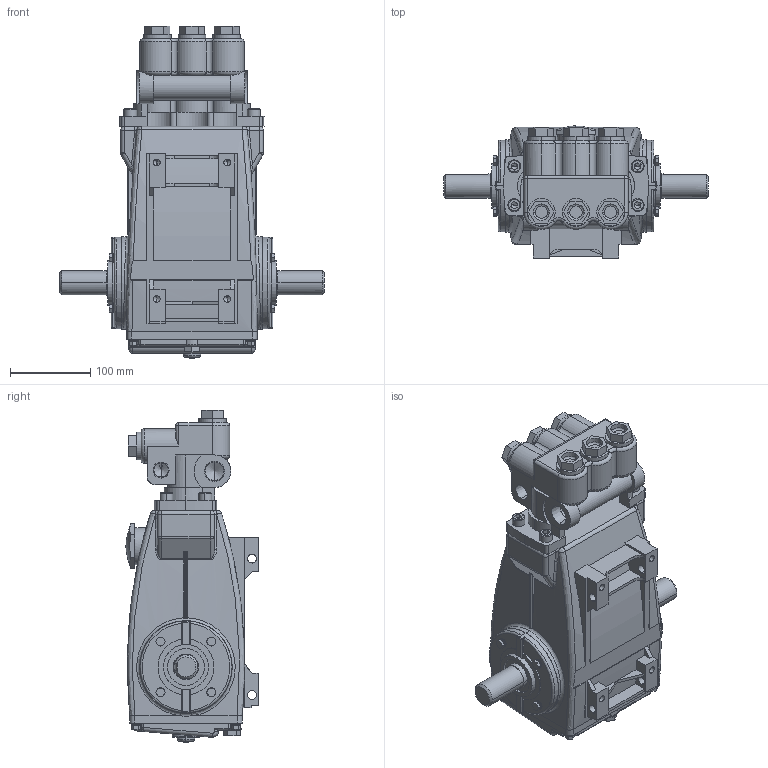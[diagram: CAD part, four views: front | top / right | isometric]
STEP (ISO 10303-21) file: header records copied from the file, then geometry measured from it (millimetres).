
FILE_DESCRIPTION (( 'STEP AP214' ), '1' );
FILE_NAME ('650.STEP', '2008-03-03T19:47:02', ( ' ' ), ( ' ' ), 'SwSTEP 2.0', 'SolidWorks 2007', '' );
FILE_SCHEMA (( 'AUTOMOTIVE_DESIGN' ));
Length unit declared in the file: inch
Products named in the file (4): 15frame_drive_end; Socket Head Cap Screw_AM_B18.3.1M - 10 x 1.5 x 16 Hex SHCS -- 16NHX; 45975; 650
Assembly tree (6 placements, depth 2):
  650
    Socket Head Cap Screw_AM_B18.3.1M - 10 x 1.5 x 16 Hex SHCS -- 16NHX  x4
    45975
    15frame_drive_end
Bounding box: 329.95 x 164.93 x 413.44 mm (x, y, z)
Volume: 7484090.8 mm3; surface area: 380933.1 mm2
Topology: 6 solids, 6 shells, 1082 faces, 2611 edges, 1567 vertices
Faces by surface type: plane 544, cylinder 329, torus 83, cone 63, bspline 40, sphere 23
Entity records: 40957 total; most frequent: CARTESIAN_POINT 9733, DIRECTION 5139, ORIENTED_EDGE 4770, EDGE_CURVE 2385, AXIS2_PLACEMENT_3D 1949, VERTEX_POINT 1466, VECTOR 1241, LINE 1241
